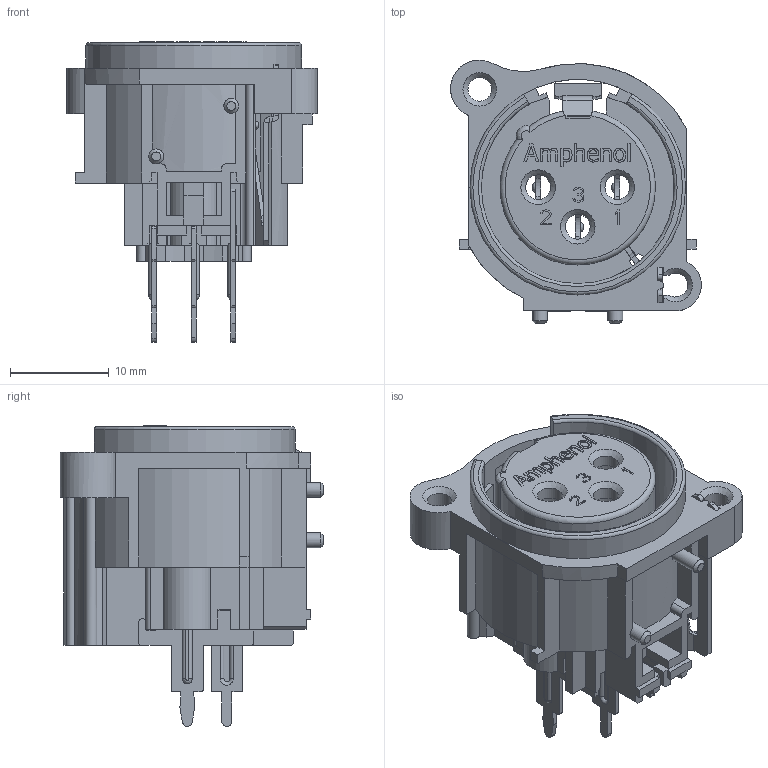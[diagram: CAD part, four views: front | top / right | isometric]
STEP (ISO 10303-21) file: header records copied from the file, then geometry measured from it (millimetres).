
FILE_DESCRIPTION((''),'2;1');
FILE_NAME('AC3FAVL1-AU-PRE.stp','2016-05-18T11:18:49',('minh'),(''),'Autodesk Inventor 2012','Autodesk Inventor 2012','');
FILE_SCHEMA(('AUTOMOTIVE_DESIGN { 1 0 10303 214 1 1 1 1 }'));
Length unit declared in the file: inch
Products named in the file (1): AC3FAVL1-AU-PRE_Shrinkwrap_1
Bounding box: 25.35 x 26.65 x 30.4 mm (x, y, z)
Surface area: 6838.5 mm2 (no closed solid volume)
Topology: 0 solids, 22 shells, 468 faces, 2083 edges, 1594 vertices
Faces by surface type: plane 334, cylinder 110, torus 9, bspline 8, cone 7
Full cylindrical faces by diameter (mm): 1.5 x2, 2.4 x1, 2.5 x3
Entity records: 22385 total; most frequent: CARTESIAN_POINT 5171, DIRECTION 3244, ORIENTED_EDGE 3224, EDGE_CURVE 2070, VERTEX_POINT 1593, VECTOR 1582, LINE 1582, AXIS2_PLACEMENT_3D 831
